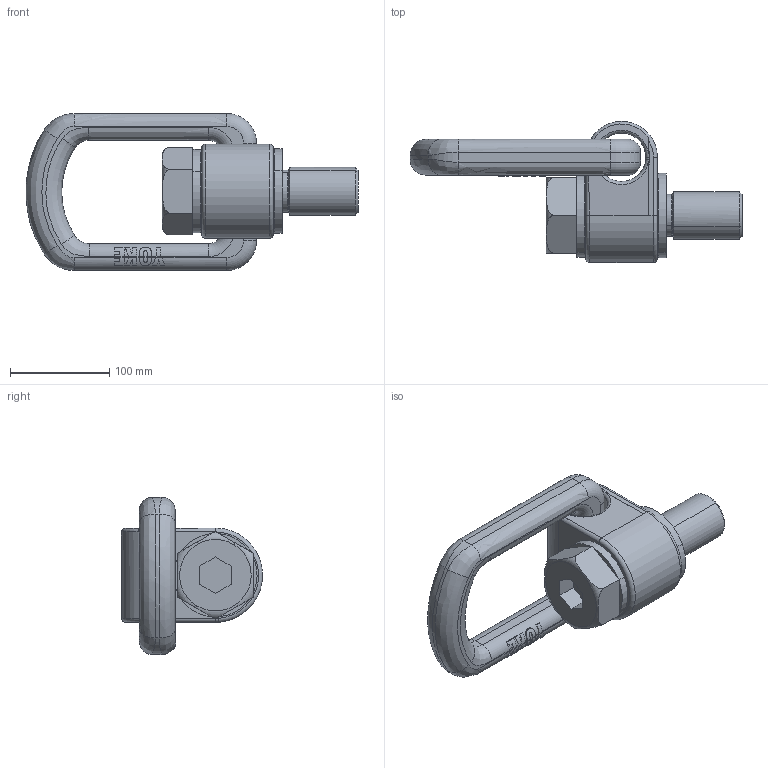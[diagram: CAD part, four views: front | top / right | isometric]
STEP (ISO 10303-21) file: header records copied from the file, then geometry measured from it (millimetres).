
FILE_DESCRIPTION(('CATIA V5 STEP Exchange'),'2;1');
FILE_NAME('8-212-200.stp','2017-06-16T07:34:13+00:00',('none'),('none'),'CATIA Version 5 Release 21 GA (IN-10)','CATIA V5 STEP AP203','none');
FILE_SCHEMA(('CONFIG_CONTROL_DESIGN'));
Length unit declared in the file: millimetre
Products named in the file (1): 8-212-200
Assembly tree (4 placements, depth 2):
  8-212-200
    #58
    #417
    #1709
    #13226
Bounding box: 334.05 x 141.96 x 158 mm (x, y, z)
Volume: 1616729.5 mm3; surface area: 225588.6 mm2
Topology: 4 solids, 4 shells, 336 faces, 912 edges, 587 vertices
Faces by surface type: plane 222, cylinder 56, torus 30, bspline 16, cone 12
Entity records: 14531 total; most frequent: CARTESIAN_POINT 6851, ORIENTED_EDGE 1824, DIRECTION 1148, EDGE_CURVE 912, VERTEX_POINT 587, AXIS2_PLACEMENT_3D 476, B_SPLINE_CURVE_WITH_KNOTS 384, VECTOR 362
